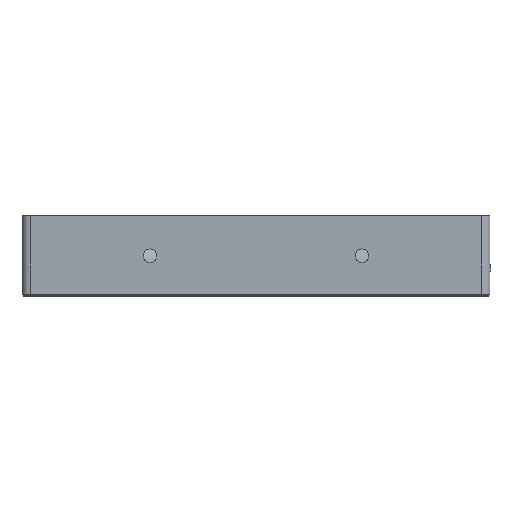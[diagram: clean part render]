
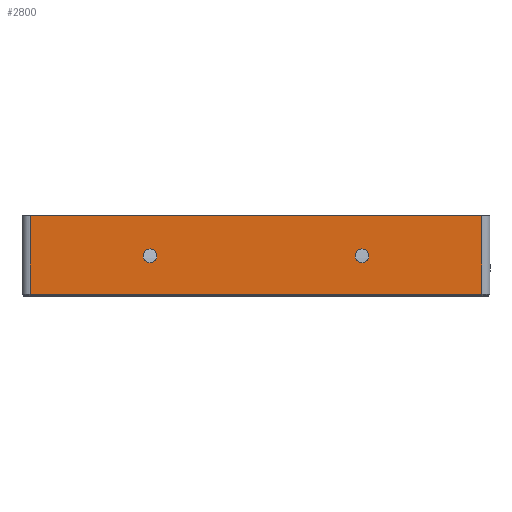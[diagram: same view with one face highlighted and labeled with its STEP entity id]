
A CAD part, top view. The second image highlights one B-rep face of the part: STEP entity #2800.
In plain terms, the highlighted planar face has unit normal (0, 0, 1).
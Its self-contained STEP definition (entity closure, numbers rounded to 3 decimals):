
#60=FACE_BOUND('',#436,.T.);
#61=FACE_BOUND('',#437,.T.);
#122=PLANE('',#3068);
#268=FACE_OUTER_BOUND('',#435,.T.);
#435=EDGE_LOOP('',(#2460,#2461,#2462,#2463));
#436=EDGE_LOOP('',(#2464));
#437=EDGE_LOOP('',(#2465));
#690=LINE('',#4478,#983);
#738=LINE('',#4880,#1031);
#739=LINE('',#4882,#1032);
#740=LINE('',#4883,#1033);
#983=VECTOR('',#3607,10.);
#1031=VECTOR('',#3805,10.);
#1032=VECTOR('',#3806,10.);
#1033=VECTOR('',#3807,10.);
#1163=CIRCLE('',#3069,1.7);
#1164=CIRCLE('',#3070,1.7);
#1360=VERTEX_POINT('',#4472);
#1361=VERTEX_POINT('',#4476);
#1412=VERTEX_POINT('',#4879);
#1413=VERTEX_POINT('',#4881);
#1414=VERTEX_POINT('',#4884);
#1415=VERTEX_POINT('',#4886);
#1693=EDGE_CURVE('',#1360,#1361,#690,.T.);
#1788=EDGE_CURVE('',#1360,#1412,#738,.T.);
#1789=EDGE_CURVE('',#1413,#1412,#739,.T.);
#1790=EDGE_CURVE('',#1361,#1413,#740,.T.);
#1791=EDGE_CURVE('',#1414,#1414,#1163,.T.);
#1792=EDGE_CURVE('',#1415,#1415,#1164,.T.);
#2460=ORIENTED_EDGE('',*,*,#1693,.F.);
#2461=ORIENTED_EDGE('',*,*,#1788,.T.);
#2462=ORIENTED_EDGE('',*,*,#1789,.F.);
#2463=ORIENTED_EDGE('',*,*,#1790,.F.);
#2464=ORIENTED_EDGE('',*,*,#1791,.T.);
#2465=ORIENTED_EDGE('',*,*,#1792,.T.);
#2800=ADVANCED_FACE('',(#268,#60,#61),#122,.F.);
#3068=AXIS2_PLACEMENT_3D('',#4878,#3803,#3804);
#3069=AXIS2_PLACEMENT_3D('',#4885,#3808,#3809);
#3070=AXIS2_PLACEMENT_3D('',#4887,#3810,#3811);
#3607=DIRECTION('',(-1.,0.,0.));
#3803=DIRECTION('center_axis',(0.,0.,
-1.));
#3804=DIRECTION('ref_axis',(1.,0.,0.));
#3805=DIRECTION('',(0.,1.,0.));
#3806=DIRECTION('',(1.,0.,0.));
#3807=DIRECTION('',(0.,1.,0.));
#3808=DIRECTION('center_axis',(0.,0.,
-1.));
#3809=DIRECTION('ref_axis',(-1.,0.,0.));
#3810=DIRECTION('center_axis',(0.,0.,
-1.));
#3811=DIRECTION('ref_axis',(-1.,0.,0.));
#4472=CARTESIAN_POINT('',(183.5,352.4,-58.096));
#4476=CARTESIAN_POINT('',(70.5,352.4,-58.096));
#4478=CARTESIAN_POINT('',(97.75,352.4,-58.096));
#4878=CARTESIAN_POINT('Origin',(68.5,372.,-58.096));
#4879=CARTESIAN_POINT('',(183.5,372.,-58.096));
#4880=CARTESIAN_POINT('',(183.5,372.,-58.096));
#4881=CARTESIAN_POINT('',(70.5,372.,-58.096));
#4882=CARTESIAN_POINT('',(65.5,372.,-58.096));
#4883=CARTESIAN_POINT('',(70.5,372.,-58.096));
#4884=CARTESIAN_POINT('',(155.2,362.,-58.096));
#4885=CARTESIAN_POINT('Origin',(153.5,362.,-58.096));
#4886=CARTESIAN_POINT('',(102.2,362.,-58.096));
#4887=CARTESIAN_POINT('Origin',(100.5,362.,-58.096));
